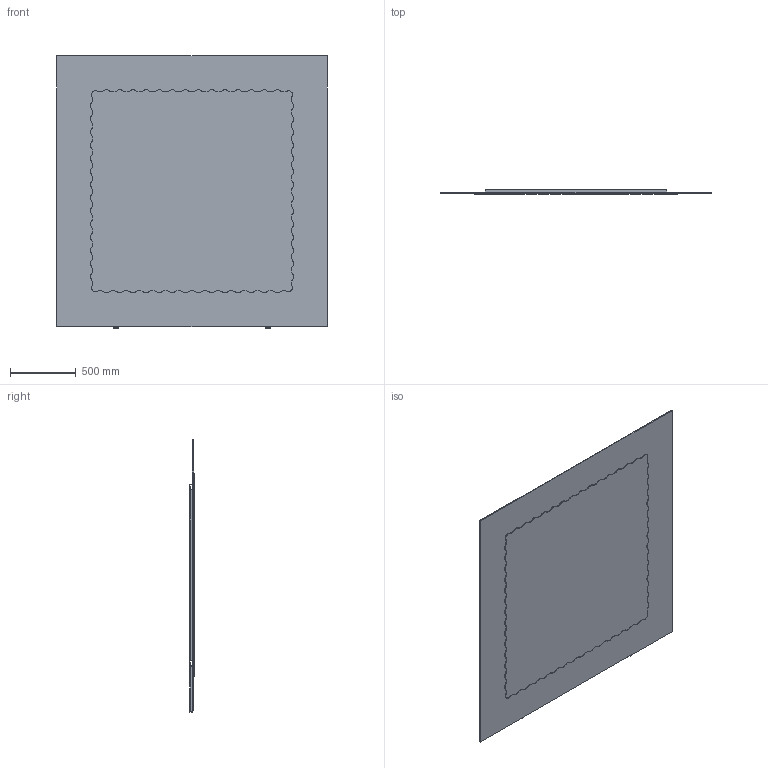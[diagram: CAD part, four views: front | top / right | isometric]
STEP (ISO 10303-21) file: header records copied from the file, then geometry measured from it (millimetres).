
FILE_DESCRIPTION(/* description */ (''),/* implementation_level */ '2;1');
FILE_NAME(/* name */ 'POP_20~1',/* time_stamp */ '2018-10-08T09:30:08+02:00',/* author */ (''),/* organization */ (''),/* preprocessor_version */ 'ST-DEVELOPER v16.5',/* originating_system */ '',/* authorisation */ '');
FILE_SCHEMA (('CONFIG_CONTROL_DESIGN'));
Length unit declared in the file: millimetre
Products named in the file (1): Document
Bounding box: 2060 x 33.01 x 2071 mm (x, y, z)
Volume: 47562575 mm3; surface area: 15193180.5 mm2
Topology: 15 solids, 15 shells, 255 faces, 1065 edges, 840 vertices
Faces by surface type: bspline 133, plane 122
Entity records: 10874 total; most frequent: CARTESIAN_POINT 6661, ORIENTED_EDGE 1402, EDGE_CURVE 701, VERTEX_POINT 476, EDGE_LOOP 299, B_SPLINE_CURVE_WITH_KNOTS 289, ADVANCED_FACE 255, FACE_OUTER_BOUND 255
